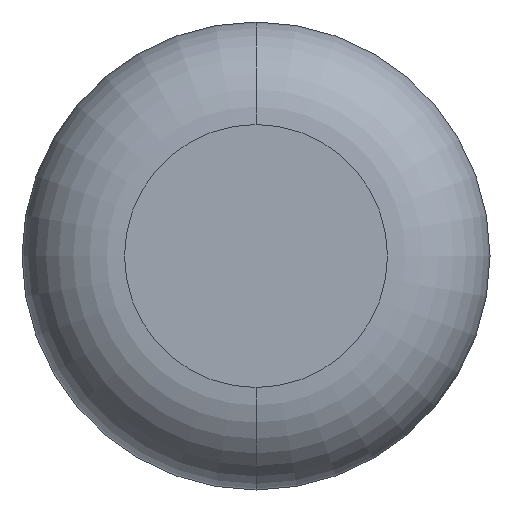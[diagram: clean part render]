
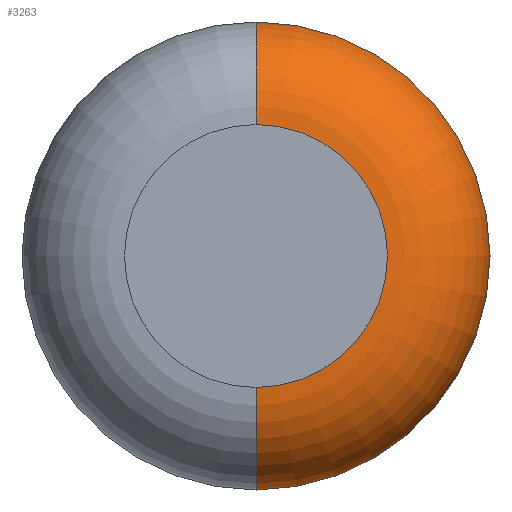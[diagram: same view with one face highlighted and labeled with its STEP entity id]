
A CAD part, front view. The second image highlights one B-rep face of the part: STEP entity #3263.
In plain terms, the highlighted toroidal (fillet/blend) face has major radius 0.385 mm and minor radius 0.3 mm.
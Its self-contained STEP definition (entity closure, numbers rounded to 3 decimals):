
#88 = DIRECTION ( 'NONE',  ( 0., 0., 1. ) ) ;
#208 = AXIS2_PLACEMENT_3D ( 'NONE', #3661, #3399, #1787 ) ;
#287 = ORIENTED_EDGE ( 'NONE', *, *, #952, .F. ) ;
#368 = ORIENTED_EDGE ( 'NONE', *, *, #3597, .F. ) ;
#464 = CARTESIAN_POINT ( 'NONE',  ( 0., -18.5, 0. ) ) ;
#480 = CIRCLE ( 'NONE', #3461, 0.3 ) ;
#666 = VERTEX_POINT ( 'NONE', #2226 ) ;
#704 = CARTESIAN_POINT ( 'NONE',  ( 0., -18.2, 0.385 ) ) ;
#775 = ORIENTED_EDGE ( 'NONE', *, *, #1966, .F. ) ;
#872 = ORIENTED_EDGE ( 'NONE', *, *, #2039, .T. ) ;
#913 = DIRECTION ( 'NONE',  ( 0., 0., -1. ) ) ;
#952 = EDGE_CURVE ( 'Defeature ausgef�hrt1_1+Defeature ausgef�hrt1_3+Defeature ausgef�hrt1_3+Defeature ausgef�hrt1_3', #3910, #2085, #2325, .T. ) ;
#1049 = AXIS2_PLACEMENT_3D ( 'NONE', #464, #3746, #1731 ) ;
#1275 = DIRECTION ( 'NONE',  ( 1., 0., 0. ) ) ;
#1703 = FACE_OUTER_BOUND ( 'NONE', #1826, .T. ) ;
#1712 = AXIS2_PLACEMENT_3D ( 'NONE', #2871, #1275, #913 ) ;
#1731 = DIRECTION ( 'NONE',  ( 0., 0., 1. ) ) ;
#1787 = DIRECTION ( 'NONE',  ( 0., 0., 1. ) ) ;
#1826 = EDGE_LOOP ( 'NONE', ( #775, #872, #287, #368 ) ) ;
#1891 = AXIS2_PLACEMENT_3D ( 'NONE', #2913, #1906, #1919 ) ;
#1906 = DIRECTION ( 'NONE',  ( 0., 1., 0. ) ) ;
#1919 = DIRECTION ( 'NONE',  ( 0., 0., 1. ) ) ;
#1966 = EDGE_CURVE ( 'Defeature ausgef�hrt1_2+Defeature ausgef�hrt1_3+Defeature ausgef�hrt1_3+Defeature ausgef�hrt1_3', #666, #2380, #2789, .T. ) ;
#2039 = EDGE_CURVE ( 'NONE', #666, #2085, #2737, .T. ) ;
#2085 = VERTEX_POINT ( 'NONE', #3553 ) ;
#2194 = CARTESIAN_POINT ( 'NONE',  ( 0., -18.5, 0.385 ) ) ;
#2226 = CARTESIAN_POINT ( 'NONE',  ( 0., -18.5, -0.385 ) ) ;
#2325 = CIRCLE ( 'NONE', #208, 0.685 ) ;
#2380 = VERTEX_POINT ( 'NONE', #2194 ) ;
#2715 = DIRECTION ( 'NONE',  ( -1., 0., 0. ) ) ;
#2737 = CIRCLE ( 'NONE', #1712, 0.3 ) ;
#2738 = CARTESIAN_POINT ( 'NONE',  ( 0., -18.2, 0.685 ) ) ;
#2789 = CIRCLE ( 'NONE', #1049, 0.385 ) ;
#2871 = CARTESIAN_POINT ( 'NONE',  ( 0., -18.2, -0.385 ) ) ;
#2913 = CARTESIAN_POINT ( 'NONE',  ( 0., -18.2, 0. ) ) ;
#3263 = ADVANCED_FACE ( 'Defeature ausgef�hrt1_3', ( #1703 ), #3617, .T. ) ;
#3399 = DIRECTION ( 'NONE',  ( 0., 1., 0. ) ) ;
#3461 = AXIS2_PLACEMENT_3D ( 'NONE', #704, #2715, #88 ) ;
#3553 = CARTESIAN_POINT ( 'NONE',  ( 0., -18.2, -0.685 ) ) ;
#3597 = EDGE_CURVE ( 'NONE', #2380, #3910, #480, .T. ) ;
#3617 = TOROIDAL_SURFACE ( 'NONE', #1891, 0.385, 0.3 ) ;
#3661 = CARTESIAN_POINT ( 'NONE',  ( 0., -18.2, 0. ) ) ;
#3746 = DIRECTION ( 'NONE',  ( 0., -1., 0. ) ) ;
#3910 = VERTEX_POINT ( 'NONE', #2738 ) ;
